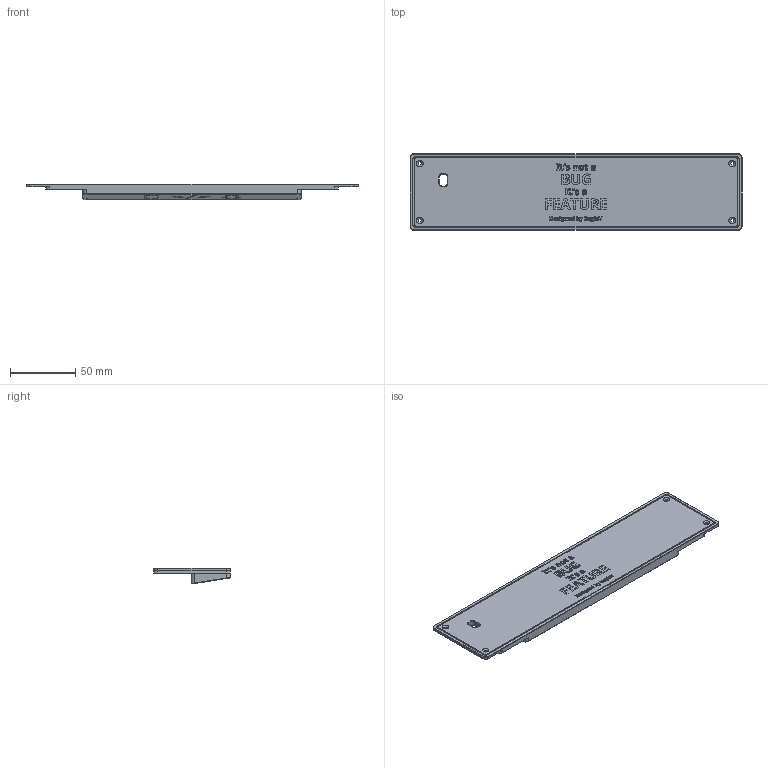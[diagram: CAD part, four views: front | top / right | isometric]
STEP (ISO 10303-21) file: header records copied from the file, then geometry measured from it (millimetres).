
FILE_DESCRIPTION(/* description */ ('STEP AP242','CAx-IF Rec.Pracs.---Representation and Presentation of Product Manufacturing Information (PMI)---4.0---2014-10-13','CAx-IF Rec.Pracs.---3D Tessellated Geometry---0.4---2014-09-14','2;1'),/* implementation_level */ '2;1');
FILE_NAME(/* name */ '651452ddba97666ed768043b',/* time_stamp */ '2023-09-27T16:05:52Z',/* author */ (''),/* organization */ (''),/* preprocessor_version */ 'ST-DEVELOPER v19.4',/* originating_system */ ' ',/* authorisation */ ' ');
FILE_SCHEMA (('AP242_MANAGED_MODEL_BASED_3D_ENGINEERING_MIM_LF { 1 0 10303 442 1 1 4 }'));
Length unit declared in the file: metre
Products named in the file (1): Weight
Bounding box: 253.75 x 58.5 x 12.22 mm (x, y, z)
Volume: 84123.4 mm3; surface area: 35809.7 mm2
Topology: 1 solids, 1 shells, 967 faces, 2666 edges, 1768 vertices
Faces by surface type: bspline 479, plane 440, cylinder 36, cone 12
Full cylindrical faces by diameter (mm): 2.7 x4
Entity records: 32146 total; most frequent: CARTESIAN_POINT 10751, ORIENTED_EDGE 5316, DIRECTION 2750, EDGE_CURVE 2658, VERTEX_POINT 1768, LINE 1612, VECTOR 1612, EDGE_LOOP 1052
